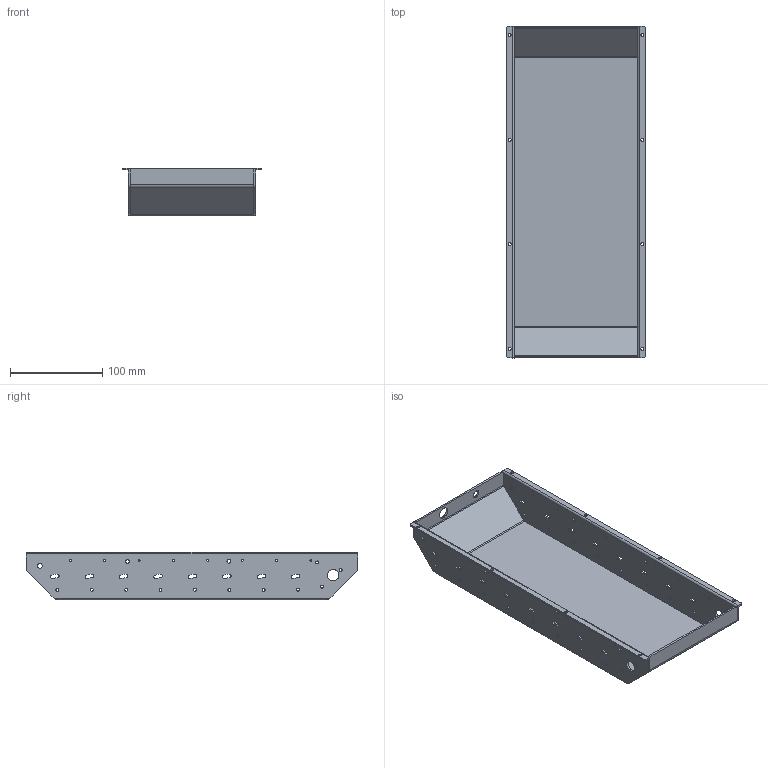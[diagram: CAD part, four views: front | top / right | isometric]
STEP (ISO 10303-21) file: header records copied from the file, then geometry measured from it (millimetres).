
FILE_DESCRIPTION(/* description */ (''),/* implementation_level */ '2;1');
FILE_NAME(/* name */ '车体.step',/* time_stamp */ '2022-07-31T11:30:06+08:00',/* author */ (''),/* organization */ (''),/* preprocessor_version */ 'ST-DEVELOPER v19',/* originating_system */ 'Autodesk Translation Framework v11.7.0.108',/* authorisation */ '');
FILE_SCHEMA (('AUTOMOTIVE_DESIGN { 1 0 10303 214 3 1 1 }'));
Length unit declared in the file: millimetre
Products named in the file (1): 车体
Bounding box: 150 x 360 x 52.01 mm (x, y, z)
Volume: 188629.5 mm3; surface area: 193695.9 mm2
Topology: 1 solids, 1 shells, 210 faces, 560 edges, 352 vertices
Faces by surface type: cylinder 148, plane 62
Full cylindrical faces by diameter (mm): 2.1 x16, 3.1 x16, 3.2 x6, 3.3 x8, 4.1 x4, 5.1 x2, 8.2 x1, 12.1 x1, 12.4 x2
Entity records: 6929 total; most frequent: DIRECTION 1278, CARTESIAN_POINT 1123, ORIENTED_EDGE 1120, EDGE_CURVE 560, AXIS2_PLACEMENT_3D 507, EDGE_LOOP 354, VERTEX_POINT 352, CIRCLE 296
